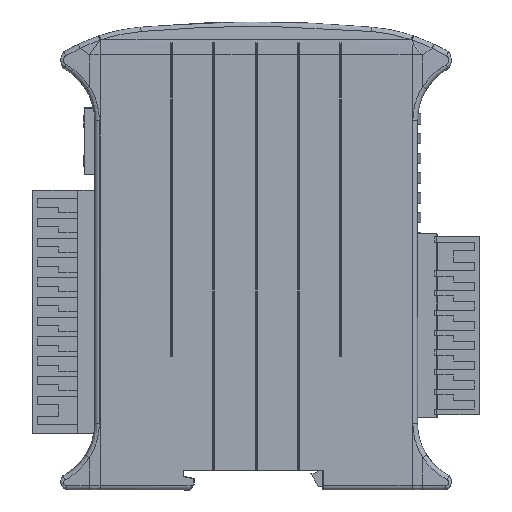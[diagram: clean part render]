
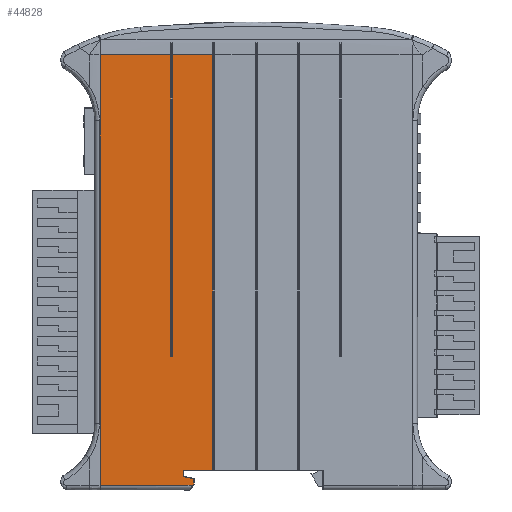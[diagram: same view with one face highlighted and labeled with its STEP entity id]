
A CAD part, left-side view. The second image highlights one B-rep face of the part: STEP entity #44828.
In plain terms, the highlighted planar face has unit normal (-1, 0, 0).
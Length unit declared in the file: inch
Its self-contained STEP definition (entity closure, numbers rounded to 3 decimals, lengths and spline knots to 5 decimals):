
#1723 = VERTEX_POINT ( 'NONE', #46323 ) ;
#2371 = DIRECTION ( 'NONE',  ( 0., 0., -1. ) ) ;
#3676 = ORIENTED_EDGE ( 'NONE', *, *, #99350, .F. ) ;
#5509 = CARTESIAN_POINT ( 'NONE',  ( -0.49213, 0.68827, 0.01181 ) ) ;
#6386 = EDGE_CURVE ( 'NONE', #40583, #84389, #54611, .T. ) ;
#6632 = VERTEX_POINT ( 'NONE', #56804 ) ;
#7276 = CARTESIAN_POINT ( 'NONE',  ( -0.49213, 0.86024, 1.30886 ) ) ;
#9133 = CARTESIAN_POINT ( 'NONE',  ( -0.49213, 0.43504, 2.30709 ) ) ;
#10923 = B_SPLINE_CURVE_WITH_KNOTS ( 'NONE', 3,
 ( #92202, #13801, #20588, #52240 ),
 .UNSPECIFIED., .F., .F.,
 ( 4, 4 ),
 ( 0., 1. ),
 .UNSPECIFIED. ) ;
#11001 = VERTEX_POINT ( 'NONE', #26377 ) ;
#11251 = CARTESIAN_POINT ( 'NONE',  ( -0.49213, 0.62992, 0.02481 ) ) ;
#11614 = EDGE_CURVE ( 'NONE', #86454, #48377, #93131, .T. ) ;
#11955 = CARTESIAN_POINT ( 'NONE',  ( -0.49213, 0.62992, 0.02481 ) ) ;
#12271 = CARTESIAN_POINT ( 'NONE',  ( -0.49213, 0., 4.35278 ) ) ;
#13801 = CARTESIAN_POINT ( 'NONE',  ( -0.49208, 0.98432, 0.00976 ) ) ;
#13884 = LINE ( 'NONE', #78769, #57446 ) ;
#14183 = VERTEX_POINT ( 'NONE', #31560 ) ;
#14198 = EDGE_CURVE ( 'NONE', #48377, #40583, #58501, .T. ) ;
#14866 = DIRECTION ( 'NONE',  ( 0., 1., 0. ) ) ;
#15846 = CARTESIAN_POINT ( 'NONE',  ( -0.4921, 0.68964, 0.00976 ) ) ;
#16082 = VECTOR ( 'NONE', #92155, 39.37008 ) ;
#16269 = DIRECTION ( 'NONE',  ( 0., 0., -1. ) ) ;
#17441 = CARTESIAN_POINT ( 'NONE',  ( -0.49213, 1.57367, 2.30709 ) ) ;
#18536 = DIRECTION ( 'NONE',  ( 0., 0., 1. ) ) ;
#19407 = CARTESIAN_POINT ( 'NONE',  ( -0.49213, 0.65515, 0.01181 ) ) ;
#20588 = CARTESIAN_POINT ( 'NONE',  ( -0.49208, 1.27899, 0.00976 ) ) ;
#20769 = VECTOR ( 'NONE', #18536, 39.37008 ) ;
#21129 = LINE ( 'NONE', #44510, #102017 ) ;
#21617 = VECTOR ( 'NONE', #90148, 39.37008 ) ;
#21647 = CARTESIAN_POINT ( 'NONE',  ( -0.49213, 0., 2.30709 ) ) ;
#21838 = CARTESIAN_POINT ( 'NONE',  ( -0.49213, 0.68827, 0.01181 ) ) ;
#22024 = CARTESIAN_POINT ( 'NONE',  ( -0.49213, 0.62992, 2.30709 ) ) ;
#23322 = CARTESIAN_POINT ( 'NONE',  ( -0.49213, 0.84055, 4.35278 ) ) ;
#24230 = LINE ( 'NONE', #9133, #47242 ) ;
#25415 = EDGE_CURVE ( 'NONE', #14183, #1723, #48962, .T. ) ;
#25604 = CARTESIAN_POINT ( 'NONE',  ( -0.49213, 0.43504, 4.35278 ) ) ;
#26344 = LINE ( 'NONE', #89645, #20769 ) ;
#26377 = CARTESIAN_POINT ( 'NONE',  ( -0.49213, 0.43504, 0.16535 ) ) ;
#27839 = EDGE_CURVE ( 'NONE', #6632, #47537, #88570, .T. ) ;
#27882 = DIRECTION ( 'NONE',  ( 0., -1., 0. ) ) ;
#28045 = CARTESIAN_POINT ( 'NONE',  ( -0.49213, 0.62992, 0.0794 ) ) ;
#29039 = CARTESIAN_POINT ( 'NONE',  ( -0.49213, 1.57367, 4.35278 ) ) ;
#29901 = CARTESIAN_POINT ( 'NONE',  ( -0.49213, 0.63859, 0.01181 ) ) ;
#31104 = ORIENTED_EDGE ( 'NONE', *, *, #14198, .F. ) ;
#31560 = CARTESIAN_POINT ( 'NONE',  ( -0.49213, 0.73622, 0.16535 ) ) ;
#31952 = CARTESIAN_POINT ( 'NONE',  ( -0.49211, 0.68919, 0.01044 ) ) ;
#35225 = LINE ( 'NONE', #99551, #90307 ) ;
#36202 = ORIENTED_EDGE ( 'NONE', *, *, #58362, .F. ) ;
#36245 = DIRECTION ( 'NONE',  ( 0., -1., 0. ) ) ;
#36957 = ORIENTED_EDGE ( 'NONE', *, *, #11614, .F. ) ;
#37147 = LINE ( 'NONE', #84396, #16082 ) ;
#37187 = CARTESIAN_POINT ( 'NONE',  ( -0.49213, 0.68873, 0.01113 ) ) ;
#40479 = EDGE_CURVE ( 'NONE', #49830, #47576, #26344, .T. ) ;
#40583 = VERTEX_POINT ( 'NONE', #29901 ) ;
#43289 = CARTESIAN_POINT ( 'NONE',  ( -0.49213, 0.63859, 0.01181 ) ) ;
#44510 = CARTESIAN_POINT ( 'NONE',  ( -0.49213, 0.31299, 0.16535 ) ) ;
#44828 = ADVANCED_FACE ( 'NONE', ( #52808 ), #60567, .F. ) ;
#45628 = VECTOR ( 'NONE', #73859, 39.37008 ) ;
#46323 = CARTESIAN_POINT ( 'NONE',  ( -0.49213, 0.73622, 0.09909 ) ) ;
#46930 = CARTESIAN_POINT ( 'NONE',  ( -0.49213, 0.73622, 2.30709 ) ) ;
#47242 = VECTOR ( 'NONE', #2371, 39.37008 ) ;
#47537 = VERTEX_POINT ( 'NONE', #29039 ) ;
#47576 = VERTEX_POINT ( 'NONE', #23322 ) ;
#47666 = AXIS2_PLACEMENT_3D ( 'NONE', #21647, #53316, #14866 ) ;
#48377 = VERTEX_POINT ( 'NONE', #11955 ) ;
#48962 = LINE ( 'NONE', #46930, #52637 ) ;
#49830 = VERTEX_POINT ( 'NONE', #89236 ) ;
#49921 = ORIENTED_EDGE ( 'NONE', *, *, #99924, .F. ) ;
#50501 = LINE ( 'NONE', #57240, #45628 ) ;
#51179 = ORIENTED_EDGE ( 'NONE', *, *, #94994, .F. ) ;
#51226 = VECTOR ( 'NONE', #27882, 39.37008 ) ;
#52240 = CARTESIAN_POINT ( 'NONE',  ( -0.4921, 1.57367, 0.00976 ) ) ;
#52637 = VECTOR ( 'NONE', #16269, 39.37008 ) ;
#52808 = FACE_OUTER_BOUND ( 'NONE', #87986, .T. ) ;
#53316 = DIRECTION ( 'NONE',  ( 1., 0., 0. ) ) ;
#53679 = DIRECTION ( 'NONE',  ( 0., 0., -1. ) ) ;
#54611 = B_SPLINE_CURVE_WITH_KNOTS ( 'NONE', 3,
 ( #43289, #19407, #57835, #89498 ),
 .UNSPECIFIED., .F., .F.,
 ( 4, 4 ),
 ( 0., 1. ),
 .UNSPECIFIED. ) ;
#56473 = EDGE_CURVE ( 'NONE', #1723, #86454, #37147, .T. ) ;
#56615 = ORIENTED_EDGE ( 'NONE', *, *, #27839, .F. ) ;
#56804 = CARTESIAN_POINT ( 'NONE',  ( -0.4921, 1.57367, 0.00976 ) ) ;
#57240 = CARTESIAN_POINT ( 'NONE',  ( -0.49213, 0.86024, 2.30709 ) ) ;
#57446 = VECTOR ( 'NONE', #69465, 39.37008 ) ;
#57835 = CARTESIAN_POINT ( 'NONE',  ( -0.49213, 0.67171, 0.01181 ) ) ;
#58362 = EDGE_CURVE ( 'NONE', #47537, #60916, #74608, .T. ) ;
#58501 = LINE ( 'NONE', #11251, #21617 ) ;
#60567 = PLANE ( 'NONE',  #47666 ) ;
#60916 = VERTEX_POINT ( 'NONE', #62070 ) ;
#62070 = CARTESIAN_POINT ( 'NONE',  ( -0.49213, 0.86024, 4.35278 ) ) ;
#62295 = VERTEX_POINT ( 'NONE', #100922 ) ;
#63529 = VERTEX_POINT ( 'NONE', #25604 ) ;
#66717 = EDGE_CURVE ( 'NONE', #47576, #63529, #35225, .T. ) ;
#69465 = DIRECTION ( 'NONE',  ( 0., -1., 0. ) ) ;
#73859 = DIRECTION ( 'NONE',  ( 0., 0., -1. ) ) ;
#74608 = LINE ( 'NONE', #12271, #51226 ) ;
#76089 = EDGE_CURVE ( 'NONE', #62295, #6632, #10923, .T. ) ;
#77180 = ORIENTED_EDGE ( 'NONE', *, *, #40479, .F. ) ;
#77565 = ORIENTED_EDGE ( 'NONE', *, *, #94471, .F. ) ;
#78769 = CARTESIAN_POINT ( 'NONE',  ( -0.49213, 0., 1.30886 ) ) ;
#79891 = ORIENTED_EDGE ( 'NONE', *, *, #25415, .F. ) ;
#80272 = DIRECTION ( 'NONE',  ( 0., 0., 1. ) ) ;
#81349 = ORIENTED_EDGE ( 'NONE', *, *, #56473, .F. ) ;
#82220 = VECTOR ( 'NONE', #53679, 39.37008 ) ;
#82485 = EDGE_CURVE ( 'NONE', #63529, #11001, #24230, .T. ) ;
#83407 = VECTOR ( 'NONE', #80272, 39.37008 ) ;
#84389 = VERTEX_POINT ( 'NONE', #21838 ) ;
#84396 = CARTESIAN_POINT ( 'NONE',  ( -0.49213, 0.52322, 0.05964 ) ) ;
#85289 = VERTEX_POINT ( 'NONE', #7276 ) ;
#86128 = ORIENTED_EDGE ( 'NONE', *, *, #82485, .F. ) ;
#86189 = ORIENTED_EDGE ( 'NONE', *, *, #76089, .F. ) ;
#86454 = VERTEX_POINT ( 'NONE', #28045 ) ;
#86905 = ORIENTED_EDGE ( 'NONE', *, *, #6386, .F. ) ;
#87633 = B_SPLINE_CURVE_WITH_KNOTS ( 'NONE', 3,
 ( #5509, #37187, #31952, #15846 ),
 .UNSPECIFIED., .F., .F.,
 ( 4, 4 ),
 ( 0., 1. ),
 .UNSPECIFIED. ) ;
#87986 = EDGE_LOOP ( 'NONE', ( #86128, #100285, #77180, #49921, #77565, #36202, #56615, #86189, #3676, #86905, #31104, #36957, #81349, #79891, #51179 ) ) ;
#88570 = LINE ( 'NONE', #17441, #83407 ) ;
#89236 = CARTESIAN_POINT ( 'NONE',  ( -0.49213, 0.84055, 1.30886 ) ) ;
#89498 = CARTESIAN_POINT ( 'NONE',  ( -0.49213, 0.68827, 0.01181 ) ) ;
#89645 = CARTESIAN_POINT ( 'NONE',  ( -0.49213, 0.84055, 2.30709 ) ) ;
#90148 = DIRECTION ( 'NONE',  ( 0., 0.555, -0.832 ) ) ;
#90307 = VECTOR ( 'NONE', #36245, 39.37008 ) ;
#92155 = DIRECTION ( 'NONE',  ( 0., -0.983, -0.182 ) ) ;
#92202 = CARTESIAN_POINT ( 'NONE',  ( -0.4921, 0.68964, 0.00976 ) ) ;
#93131 = LINE ( 'NONE', #22024, #82220 ) ;
#94471 = EDGE_CURVE ( 'NONE', #60916, #85289, #50501, .T. ) ;
#94994 = EDGE_CURVE ( 'NONE', #11001, #14183, #21129, .T. ) ;
#99350 = EDGE_CURVE ( 'NONE', #84389, #62295, #87633, .T. ) ;
#99523 = DIRECTION ( 'NONE',  ( 0., 1., 0. ) ) ;
#99551 = CARTESIAN_POINT ( 'NONE',  ( -0.49213, 0., 4.35278 ) ) ;
#99924 = EDGE_CURVE ( 'NONE', #85289, #49830, #13884, .T. ) ;
#100285 = ORIENTED_EDGE ( 'NONE', *, *, #66717, .F. ) ;
#100922 = CARTESIAN_POINT ( 'NONE',  ( -0.4921, 0.68964, 0.00976 ) ) ;
#102017 = VECTOR ( 'NONE', #99523, 39.37008 ) ;
